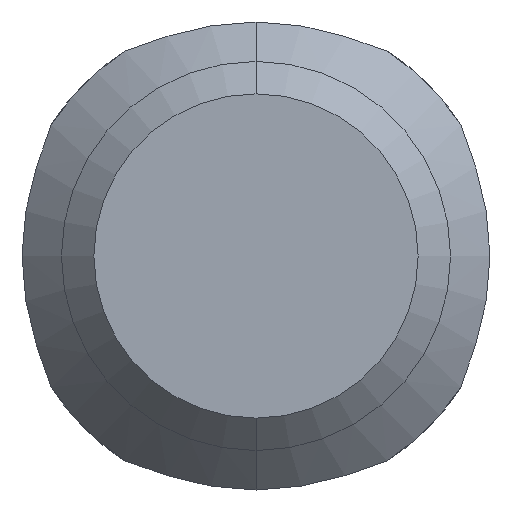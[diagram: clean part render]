
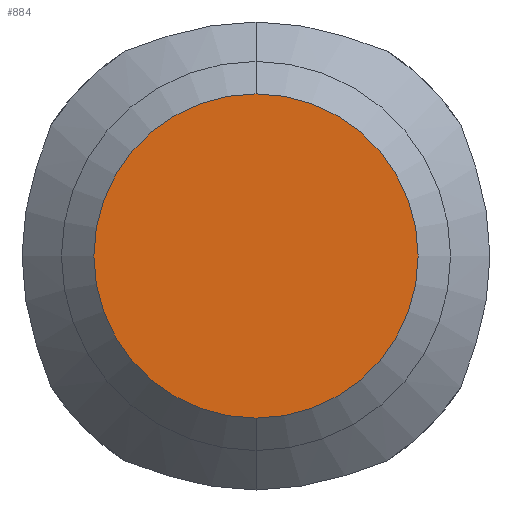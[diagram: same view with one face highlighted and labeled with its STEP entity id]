
A CAD part, front view. The second image highlights one B-rep face of the part: STEP entity #884.
In plain terms, the highlighted planar face has unit normal (0, -1, 0).
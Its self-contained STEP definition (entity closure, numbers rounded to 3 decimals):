
#8 = DIRECTION ( 'NONE',  ( 0., 0., -1. ) ) ;
#20 = ORIENTED_EDGE ( 'NONE', *, *, #1250, .T. ) ;
#52 = CARTESIAN_POINT ( 'NONE',  ( 0., -35., 5. ) ) ;
#100 = DIRECTION ( 'NONE',  ( 0., -1., 0. ) ) ;
#176 = FACE_OUTER_BOUND ( 'NONE', #889, .T. ) ;
#233 = EDGE_CURVE ( 'NONE', #573, #1088, #241, .T. ) ;
#241 = CIRCLE ( 'NONE', #402, 5. ) ;
#337 = AXIS2_PLACEMENT_3D ( 'NONE', #1013, #100, #8 ) ;
#393 = DIRECTION ( 'NONE',  ( 0., 0., -1. ) ) ;
#402 = AXIS2_PLACEMENT_3D ( 'NONE', #475, #876, #1188 ) ;
#475 = CARTESIAN_POINT ( 'NONE',  ( 0., -35., 0. ) ) ;
#573 = VERTEX_POINT ( 'NONE', #52 ) ;
#574 = AXIS2_PLACEMENT_3D ( 'NONE', #761, #1171, #393 ) ;
#629 = CARTESIAN_POINT ( 'NONE',  ( 0., -35., -5. ) ) ;
#758 = CIRCLE ( 'NONE', #337, 5. ) ;
#761 = CARTESIAN_POINT ( 'NONE',  ( 0., -35., 0. ) ) ;
#876 = DIRECTION ( 'NONE',  ( 0., -1., 0. ) ) ;
#884 = ADVANCED_FACE ( 'NONE', ( #176 ), #988, .T. ) ;
#889 = EDGE_LOOP ( 'NONE', ( #940, #20 ) ) ;
#940 = ORIENTED_EDGE ( 'NONE', *, *, #233, .T. ) ;
#988 = PLANE ( 'NONE',  #574 ) ;
#1013 = CARTESIAN_POINT ( 'NONE',  ( 0., -35., 0. ) ) ;
#1088 = VERTEX_POINT ( 'NONE', #629 ) ;
#1171 = DIRECTION ( 'NONE',  ( 0., -1., 0. ) ) ;
#1188 = DIRECTION ( 'NONE',  ( 0., 0., -1. ) ) ;
#1250 = EDGE_CURVE ( 'NONE', #1088, #573, #758, .T. ) ;
